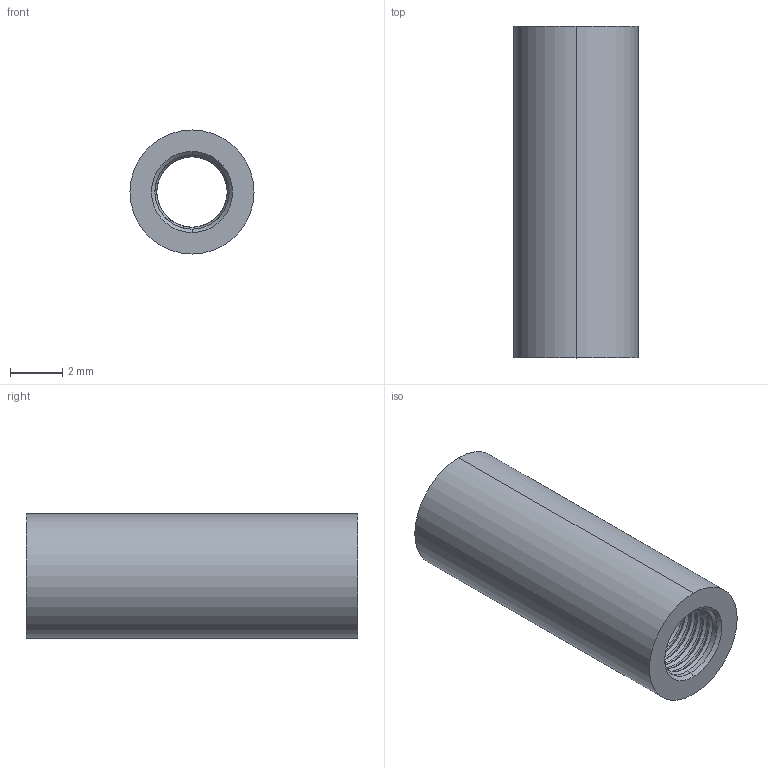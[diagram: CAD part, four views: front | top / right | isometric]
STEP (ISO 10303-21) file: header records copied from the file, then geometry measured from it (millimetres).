
FILE_DESCRIPTION (( 'STEP AP214' ), '1' );
FILE_NAME ('2027.STEP', '2007-12-13T16:58:04', ( 'Richard Maletta' ), ( '' ), 'SwSTEP 2.0', 'SolidWorks 2007', '' );
FILE_SCHEMA (( 'AUTOMOTIVE_DESIGN' ));
Length unit declared in the file: inch
Products named in the file (1): 2027
Bounding box: 4.75 x 12.7 x 4.75 mm (x, y, z)
Volume: 147.1 mm3; surface area: 338 mm2
Topology: 1 solids, 1 shells, 90 faces, 256 edges, 168 vertices
Faces by surface type: cylinder 80, cone 4, plane 4, bspline 2
Entity records: 5674 total; most frequent: CARTESIAN_POINT 3757, ORIENTED_EDGE 512, DIRECTION 293, EDGE_CURVE 256, VERTEX_POINT 168, AXIS2_PLACEMENT_3D 101, EDGE_LOOP 92, VECTOR 91
